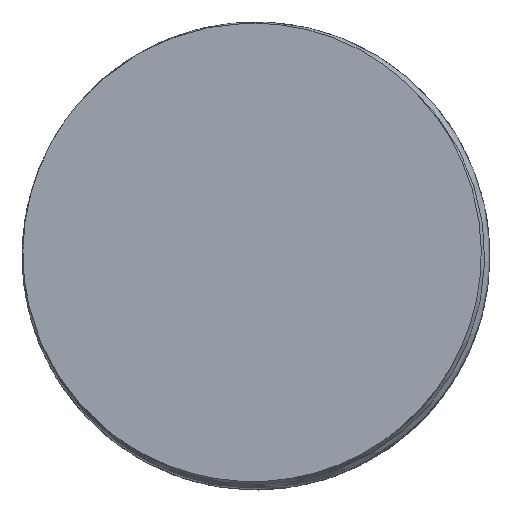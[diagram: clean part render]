
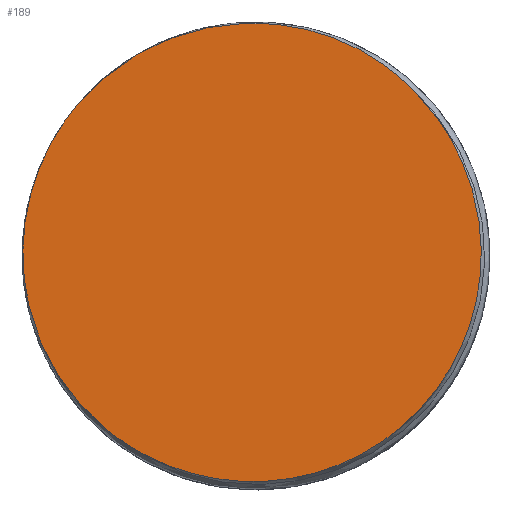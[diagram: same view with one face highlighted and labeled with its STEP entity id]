
A CAD part, top view. The second image highlights one B-rep face of the part: STEP entity #189.
In plain terms, the highlighted planar face has unit normal (0, 0, 1).
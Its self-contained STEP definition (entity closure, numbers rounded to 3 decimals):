
#19=CIRCLE('',#216,19.523);
#22=PLANE('',#215);
#35=FACE_OUTER_BOUND('',#47,.T.);
#47=EDGE_LOOP('',(#137,#138,#139,#140));
#64=B_SPLINE_CURVE_WITH_KNOTS('',3,(#438,#439,#440,#441,#442,#443,#444,
#445,#446,#447,#448,#449),.UNSPECIFIED.,.F.,.F.,(4,2,2,2,2,4),(-3.119,
-2.706,-2.239,-1.512,-0.763,
0.),.UNSPECIFIED.);
#65=B_SPLINE_CURVE_WITH_KNOTS('',3,(#453,#454,#455,#456,#457,#458,#459,
#460,#461,#462,#463,#464,#465,#466,#467,#468,#469,#470),.UNSPECIFIED.,.F.,
 .F.,(4,2,2,2,2,2,2,2,4),(-5.953,-5.336,-4.606,
-3.863,-3.109,-2.341,-1.566,
-0.786,0.),.UNSPECIFIED.);
#66=B_SPLINE_CURVE_WITH_KNOTS('',3,(#471,#472,#473,#474,#475,#476,#477,
#478,#479,#480,#481,#482),.UNSPECIFIED.,.F.,.F.,(4,2,2,2,2,4),(-3.236,
-2.754,-2.28,-1.506,-0.741,
-0.009),.UNSPECIFIED.);
#85=VERTEX_POINT('',#436);
#86=VERTEX_POINT('',#437);
#87=VERTEX_POINT('',#450);
#88=VERTEX_POINT('',#452);
#107=EDGE_CURVE('',#85,#86,#64,.T.);
#108=EDGE_CURVE('',#87,#85,#19,.T.);
#109=EDGE_CURVE('',#88,#87,#65,.T.);
#110=EDGE_CURVE('',#86,#88,#66,.T.);
#137=ORIENTED_EDGE('',*,*,#107,.F.);
#138=ORIENTED_EDGE('',*,*,#108,.F.);
#139=ORIENTED_EDGE('',*,*,#109,.F.);
#140=ORIENTED_EDGE('',*,*,#110,.F.);
#189=ADVANCED_FACE('',(#35),#22,.F.);
#215=AXIS2_PLACEMENT_3D('',#435,#237,#238);
#216=AXIS2_PLACEMENT_3D('',#451,#239,#240);
#237=DIRECTION('center_axis',(0.,0.,-1.));
#238=DIRECTION('ref_axis',(-1.,0.,0.));
#239=DIRECTION('center_axis',(0.,0.,-1.));
#240=DIRECTION('ref_axis',(1.,0.,0.));
#435=CARTESIAN_POINT('Origin',(25.,0.,25.));
#436=CARTESIAN_POINT('',(-12.535,-14.967,25.));
#437=CARTESIAN_POINT('',(-15.273,12.796,25.));
#438=CARTESIAN_POINT('Ctrl Pts',(-12.535,-14.967,25.));
#439=CARTESIAN_POINT('Ctrl Pts',(-13.619,-14.118,25.));
#440=CARTESIAN_POINT('Ctrl Pts',(-14.606,-13.151,25.));
#441=CARTESIAN_POINT('Ctrl Pts',(-16.466,-10.886,25.));
#442=CARTESIAN_POINT('Ctrl Pts',(-17.302,-9.568,25.));
#443=CARTESIAN_POINT('Ctrl Pts',(-19.014,-5.976,25.));
#444=CARTESIAN_POINT('Ctrl Pts',(-19.636,-3.609,25.));
#445=CARTESIAN_POINT('Ctrl Pts',(-19.986,1.298,25.));
#446=CARTESIAN_POINT('Ctrl Pts',(-19.685,3.797,25.));
#447=CARTESIAN_POINT('Ctrl Pts',(-18.148,8.596,25.));
#448=CARTESIAN_POINT('Ctrl Pts',(-16.907,10.846,25.));
#449=CARTESIAN_POINT('Ctrl Pts',(-15.273,12.796,25.));
#450=CARTESIAN_POINT('',(-12.472,-15.02,25.));
#451=CARTESIAN_POINT('Origin',(0.,0.,25.));
#452=CARTESIAN_POINT('',(13.369,14.174,25.));
#453=CARTESIAN_POINT('Ctrl Pts',(13.369,14.174,25.));
#454=CARTESIAN_POINT('Ctrl Pts',(14.817,12.723,25.));
#455=CARTESIAN_POINT('Ctrl Pts',(16.036,11.063,25.));
#456=CARTESIAN_POINT('Ctrl Pts',(18.099,7.084,25.));
#457=CARTESIAN_POINT('Ctrl Pts',(18.81,4.739,25.));
#458=CARTESIAN_POINT('Ctrl Pts',(19.342,-0.133,25.));
#459=CARTESIAN_POINT('Ctrl Pts',(19.142,-2.618,25.));
#460=CARTESIAN_POINT('Ctrl Pts',(17.812,-7.416,25.));
#461=CARTESIAN_POINT('Ctrl Pts',(16.681,-9.681,25.));
#462=CARTESIAN_POINT('Ctrl Pts',(13.589,-13.69,25.));
#463=CARTESIAN_POINT('Ctrl Pts',(11.645,-15.385,25.));
#464=CARTESIAN_POINT('Ctrl Pts',(7.192,-17.937,25.));
#465=CARTESIAN_POINT('Ctrl Pts',(4.722,-18.761,25.));
#466=CARTESIAN_POINT('Ctrl Pts',(-0.412,-19.404,25.));
#467=CARTESIAN_POINT('Ctrl Pts',(-3.025,-19.21,25.));
#468=CARTESIAN_POINT('Ctrl Pts',(-8.049,-17.817,25.));
#469=CARTESIAN_POINT('Ctrl Pts',(-10.402,-16.627,25.));
#470=CARTESIAN_POINT('Ctrl Pts',(-12.472,-15.02,25.));
#471=CARTESIAN_POINT('Ctrl Pts',(-15.273,12.796,25.));
#472=CARTESIAN_POINT('Ctrl Pts',(-14.24,14.029,25.));
#473=CARTESIAN_POINT('Ctrl Pts',(-13.06,15.131,25.));
#474=CARTESIAN_POINT('Ctrl Pts',(-10.475,17.008,25.));
#475=CARTESIAN_POINT('Ctrl Pts',(-9.083,17.781,25.));
#476=CARTESIAN_POINT('Ctrl Pts',(-5.217,19.352,25.));
#477=CARTESIAN_POINT('Ctrl Pts',(-2.651,19.842,25.));
#478=CARTESIAN_POINT('Ctrl Pts',(2.489,19.792,25.));
#479=CARTESIAN_POINT('Ctrl Pts',(5.014,19.264,25.));
#480=CARTESIAN_POINT('Ctrl Pts',(9.608,17.296,25.));
#481=CARTESIAN_POINT('Ctrl Pts',(11.654,15.911,25.));
#482=CARTESIAN_POINT('Ctrl Pts',(13.369,14.174,25.));
